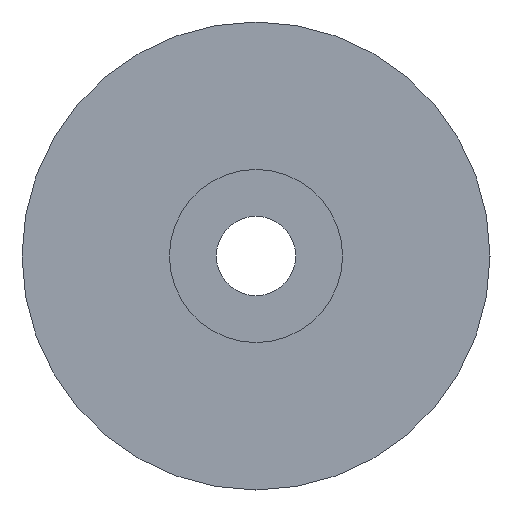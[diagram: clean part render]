
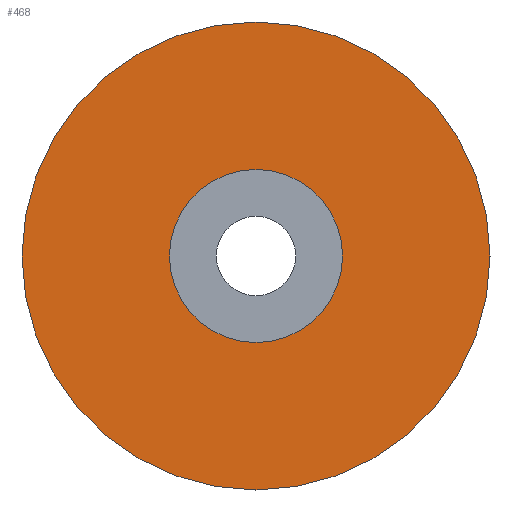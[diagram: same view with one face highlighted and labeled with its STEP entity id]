
A CAD part, left-side view. The second image highlights one B-rep face of the part: STEP entity #468.
In plain terms, the highlighted planar face has unit normal (-1, 0, 0).
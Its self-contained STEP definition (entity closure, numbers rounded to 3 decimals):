
#74 = CARTESIAN_POINT ( 'NONE',  ( 0., 0., 0. ) ) ;
#114 = FACE_BOUND ( 'NONE', #588, .T. ) ;
#117 = DIRECTION ( 'NONE',  ( -1., 0., 0. ) ) ;
#125 = VERTEX_POINT ( 'NONE', #308 ) ;
#174 = AXIS2_PLACEMENT_3D ( 'NONE', #422, #217, #261 ) ;
#178 = ORIENTED_EDGE ( 'NONE', *, *, #557, .T. ) ;
#181 = ORIENTED_EDGE ( 'NONE', *, *, #319, .F. ) ;
#192 = DIRECTION ( 'NONE',  ( 0., 0., 1. ) ) ;
#200 = CIRCLE ( 'NONE', #201, 19.2 ) ;
#201 = AXIS2_PLACEMENT_3D ( 'NONE', #486, #608, #192 ) ;
#217 = DIRECTION ( 'NONE',  ( -1., 0., 0. ) ) ;
#234 = AXIS2_PLACEMENT_3D ( 'NONE', #248, #254, #354 ) ;
#240 = EDGE_CURVE ( 'NONE', #255, #488, #306, .T. ) ;
#248 = CARTESIAN_POINT ( 'NONE',  ( 0., 7.1, 0. ) ) ;
#254 = DIRECTION ( 'NONE',  ( 1., 0., 0. ) ) ;
#255 = VERTEX_POINT ( 'NONE', #325 ) ;
#261 = DIRECTION ( 'NONE',  ( 0., 0., 1. ) ) ;
#294 = EDGE_LOOP ( 'NONE', ( #469, #178 ) ) ;
#304 = PLANE ( 'NONE',  #234 ) ;
#306 = CIRCLE ( 'NONE', #393, 19.2 ) ;
#308 = CARTESIAN_POINT ( 'NONE',  ( 0., 0., -7.1 ) ) ;
#319 = EDGE_CURVE ( 'NONE', #484, #125, #587, .T. ) ;
#322 = CARTESIAN_POINT ( 'NONE',  ( 0., 0., 0. ) ) ;
#325 = CARTESIAN_POINT ( 'NONE',  ( 0., 0., 19.2 ) ) ;
#334 = EDGE_CURVE ( 'NONE', #125, #484, #367, .T. ) ;
#354 = DIRECTION ( 'NONE',  ( 0., 0., -1. ) ) ;
#362 = DIRECTION ( 'NONE',  ( 0., 0., 1. ) ) ;
#367 = CIRCLE ( 'NONE', #503, 7.1 ) ;
#393 = AXIS2_PLACEMENT_3D ( 'NONE', #74, #117, #626 ) ;
#394 = CARTESIAN_POINT ( 'NONE',  ( 0., 0., -19.2 ) ) ;
#422 = CARTESIAN_POINT ( 'NONE',  ( 0., 0., 0. ) ) ;
#467 = ORIENTED_EDGE ( 'NONE', *, *, #334, .F. ) ;
#468 = ADVANCED_FACE ( 'NONE', ( #114, #632 ), #304, .F. ) ;
#469 = ORIENTED_EDGE ( 'NONE', *, *, #240, .T. ) ;
#470 = DIRECTION ( 'NONE',  ( -1., 0., 0. ) ) ;
#484 = VERTEX_POINT ( 'NONE', #644 ) ;
#486 = CARTESIAN_POINT ( 'NONE',  ( 0., 0., 0. ) ) ;
#488 = VERTEX_POINT ( 'NONE', #394 ) ;
#503 = AXIS2_PLACEMENT_3D ( 'NONE', #322, #470, #362 ) ;
#557 = EDGE_CURVE ( 'NONE', #488, #255, #200, .T. ) ;
#587 = CIRCLE ( 'NONE', #174, 7.1 ) ;
#588 = EDGE_LOOP ( 'NONE', ( #181, #467 ) ) ;
#608 = DIRECTION ( 'NONE',  ( -1., 0., 0. ) ) ;
#626 = DIRECTION ( 'NONE',  ( 0., 0., 1. ) ) ;
#632 = FACE_OUTER_BOUND ( 'NONE', #294, .T. ) ;
#644 = CARTESIAN_POINT ( 'NONE',  ( 0., 0., 7.1 ) ) ;
